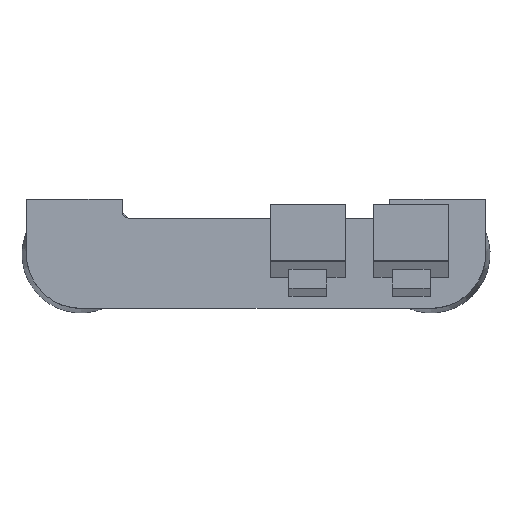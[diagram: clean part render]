
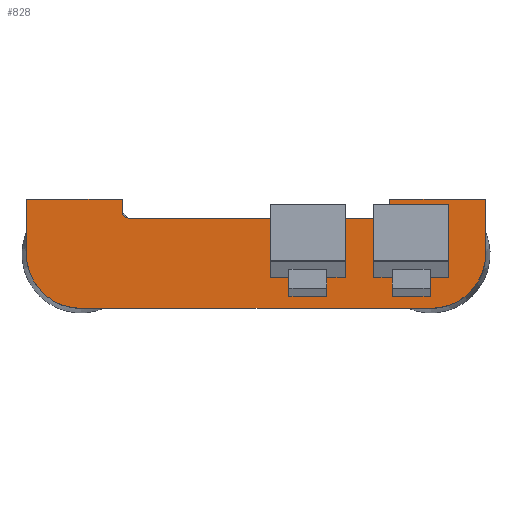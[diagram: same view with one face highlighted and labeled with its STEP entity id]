
A CAD part, top view. The second image highlights one B-rep face of the part: STEP entity #828.
In plain terms, the highlighted planar face has unit normal (0, 0, 1).
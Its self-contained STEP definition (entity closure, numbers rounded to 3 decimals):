
#662=FACE_OUTER_BOUND('',#1185,.T.);
#828=ADVANCED_FACE('',(#662),#1002,.T.);
#1002=PLANE('',#4723);
#1185=EDGE_LOOP('',(#1440,#1441,#1442,#1443,#1444,#1445,#1446,#1447,#1448,
#1449,#1450,#1451,#1452,#1453,#1454,#1455,#1456,#1457,#1458,#1459,#1460,
#1461,#1462,#1463,#1464,#1465,#1466,#1467));
#1440=ORIENTED_EDGE('',*,*,#2714,.T.);
#1441=ORIENTED_EDGE('',*,*,#2715,.T.);
#1442=ORIENTED_EDGE('',*,*,#2716,.F.);
#1443=ORIENTED_EDGE('',*,*,#2717,.T.);
#1444=ORIENTED_EDGE('',*,*,#2718,.F.);
#1445=ORIENTED_EDGE('',*,*,#2719,.T.);
#1446=ORIENTED_EDGE('',*,*,#2720,.T.);
#1447=ORIENTED_EDGE('',*,*,#2721,.F.);
#1448=ORIENTED_EDGE('',*,*,#2722,.T.);
#1449=ORIENTED_EDGE('',*,*,#2723,.T.);
#1450=ORIENTED_EDGE('',*,*,#2724,.T.);
#1451=ORIENTED_EDGE('',*,*,#2725,.T.);
#1452=ORIENTED_EDGE('',*,*,#2726,.F.);
#1453=ORIENTED_EDGE('',*,*,#2727,.T.);
#1454=ORIENTED_EDGE('',*,*,#2728,.F.);
#1455=ORIENTED_EDGE('',*,*,#2729,.F.);
#1456=ORIENTED_EDGE('',*,*,#2730,.T.);
#1457=ORIENTED_EDGE('',*,*,#2731,.F.);
#1458=ORIENTED_EDGE('',*,*,#2732,.F.);
#1459=ORIENTED_EDGE('',*,*,#2733,.F.);
#1460=ORIENTED_EDGE('',*,*,#2734,.F.);
#1461=ORIENTED_EDGE('',*,*,#2735,.F.);
#1462=ORIENTED_EDGE('',*,*,#2736,.T.);
#1463=ORIENTED_EDGE('',*,*,#2737,.T.);
#1464=ORIENTED_EDGE('',*,*,#2738,.F.);
#1465=ORIENTED_EDGE('',*,*,#2739,.T.);
#1466=ORIENTED_EDGE('',*,*,#2740,.F.);
#1467=ORIENTED_EDGE('',*,*,#2741,.F.);
#2392=VERTEX_POINT('',#6211);
#2393=VERTEX_POINT('',#6212);
#2394=VERTEX_POINT('',#6214);
#2395=VERTEX_POINT('',#6216);
#2396=VERTEX_POINT('',#6218);
#2397=VERTEX_POINT('',#6220);
#2398=VERTEX_POINT('',#6222);
#2399=VERTEX_POINT('',#6224);
#2400=VERTEX_POINT('',#6226);
#2401=VERTEX_POINT('',#6228);
#2402=VERTEX_POINT('',#6230);
#2403=VERTEX_POINT('',#6232);
#2404=VERTEX_POINT('',#6234);
#2405=VERTEX_POINT('',#6236);
#2406=VERTEX_POINT('',#6238);
#2407=VERTEX_POINT('',#6240);
#2408=VERTEX_POINT('',#6242);
#2409=VERTEX_POINT('',#6244);
#2410=VERTEX_POINT('',#6246);
#2411=VERTEX_POINT('',#6248);
#2412=VERTEX_POINT('',#6250);
#2413=VERTEX_POINT('',#6252);
#2414=VERTEX_POINT('',#6254);
#2415=VERTEX_POINT('',#6256);
#2416=VERTEX_POINT('',#6258);
#2417=VERTEX_POINT('',#6260);
#2418=VERTEX_POINT('',#6262);
#2419=VERTEX_POINT('',#6264);
#2714=EDGE_CURVE('',#2392,#2393,#3598,.T.);
#2715=EDGE_CURVE('',#2393,#2394,#3599,.T.);
#2716=EDGE_CURVE('',#2395,#2394,#3600,.T.);
#2717=EDGE_CURVE('',#2395,#2396,#3601,.T.);
#2718=EDGE_CURVE('',#2397,#2396,#3602,.T.);
#2719=EDGE_CURVE('',#2397,#2398,#3603,.T.);
#2720=EDGE_CURVE('',#2398,#2399,#3604,.T.);
#2721=EDGE_CURVE('',#2400,#2399,#3605,.T.);
#2722=EDGE_CURVE('',#2400,#2401,#3606,.T.);
#2723=EDGE_CURVE('',#2401,#2402,#3607,.T.);
#2724=EDGE_CURVE('',#2402,#2403,#3608,.T.);
#2725=EDGE_CURVE('',#2403,#2404,#3609,.T.);
#2726=EDGE_CURVE('',#2405,#2404,#3610,.T.);
#2727=EDGE_CURVE('',#2405,#2406,#3156,.T.);
#2728=EDGE_CURVE('',#2407,#2406,#3611,.T.);
#2729=EDGE_CURVE('',#2408,#2407,#3612,.T.);
#2730=EDGE_CURVE('',#2408,#2409,#3613,.T.);
#2731=EDGE_CURVE('',#2410,#2409,#3157,.T.);
#2732=EDGE_CURVE('',#2411,#2410,#3614,.T.);
#2733=EDGE_CURVE('',#2412,#2411,#3158,.T.);
#2734=EDGE_CURVE('',#2413,#2412,#3615,.T.);
#2735=EDGE_CURVE('',#2414,#2413,#3616,.T.);
#2736=EDGE_CURVE('',#2414,#2415,#3617,.T.);
#2737=EDGE_CURVE('',#2415,#2416,#3159,.T.);
#2738=EDGE_CURVE('',#2417,#2416,#3618,.T.);
#2739=EDGE_CURVE('',#2417,#2418,#3619,.T.);
#2740=EDGE_CURVE('',#2419,#2418,#3620,.T.);
#2741=EDGE_CURVE('',#2392,#2419,#3621,.T.);
#3156=CIRCLE('',#4719,0.3);
#3157=CIRCLE('',#4720,2.9);
#3158=CIRCLE('',#4721,2.9);
#3159=CIRCLE('',#4722,0.3);
#3598=LINE('',#6210,#4071);
#3599=LINE('',#6213,#4072);
#3600=LINE('',#6215,#4073);
#3601=LINE('',#6217,#4074);
#3602=LINE('',#6219,#4075);
#3603=LINE('',#6221,#4076);
#3604=LINE('',#6223,#4077);
#3605=LINE('',#6225,#4078);
#3606=LINE('',#6227,#4079);
#3607=LINE('',#6229,#4080);
#3608=LINE('',#6231,#4081);
#3609=LINE('',#6233,#4082);
#3610=LINE('',#6235,#4083);
#3611=LINE('',#6239,#4084);
#3612=LINE('',#6241,#4085);
#3613=LINE('',#6243,#4086);
#3614=LINE('',#6247,#4087);
#3615=LINE('',#6251,#4088);
#3616=LINE('',#6253,#4089);
#3617=LINE('',#6255,#4090);
#3618=LINE('',#6259,#4091);
#3619=LINE('',#6261,#4092);
#3620=LINE('',#6263,#4093);
#3621=LINE('',#6265,#4094);
#4071=VECTOR('',#5119,1.);
#4072=VECTOR('',#5120,1.);
#4073=VECTOR('',#5121,1.);
#4074=VECTOR('',#5122,1.);
#4075=VECTOR('',#5123,1.);
#4076=VECTOR('',#5124,1.);
#4077=VECTOR('',#5125,1.);
#4078=VECTOR('',#5126,1.);
#4079=VECTOR('',#5127,1.);
#4080=VECTOR('',#5128,1.);
#4081=VECTOR('',#5129,1.);
#4082=VECTOR('',#5130,1.);
#4083=VECTOR('',#5131,1.);
#4084=VECTOR('',#5134,1.);
#4085=VECTOR('',#5135,1.);
#4086=VECTOR('',#5136,1.);
#4087=VECTOR('',#5139,1.);
#4088=VECTOR('',#5142,1.);
#4089=VECTOR('',#5143,1.);
#4090=VECTOR('',#5144,1.);
#4091=VECTOR('',#5147,1.);
#4092=VECTOR('',#5148,1.);
#4093=VECTOR('',#5149,1.);
#4094=VECTOR('',#5150,1.);
#4719=AXIS2_PLACEMENT_3D('',#6237,#5132,#5133);
#4720=AXIS2_PLACEMENT_3D('',#6245,#5137,#5138);
#4721=AXIS2_PLACEMENT_3D('',#6249,#5140,#5141);
#4722=AXIS2_PLACEMENT_3D('',#6257,#5145,#5146);
#4723=AXIS2_PLACEMENT_3D('',#6266,#5151,#5152);
#5119=DIRECTION('',(-1.,0.,0.));
#5120=DIRECTION('',(0.,1.,0.));
#5121=DIRECTION('',(1.,0.,0.));
#5122=DIRECTION('',(0.,1.,0.));
#5123=DIRECTION('',(1.,0.,0.));
#5124=DIRECTION('',(0.,-1.,0.));
#5125=DIRECTION('',(-1.,0.,0.));
#5126=DIRECTION('',(0.,1.,0.));
#5127=DIRECTION('',(-1.,0.,0.));
#5128=DIRECTION('',(0.,1.,0.));
#5129=DIRECTION('',(-1.,0.,0.));
#5130=DIRECTION('',(0.,1.,0.));
#5131=DIRECTION('',(1.,0.,0.));
#5132=DIRECTION('',(0.,0.,-1.));
#5133=DIRECTION('',(0.,-1.,0.));
#5134=DIRECTION('',(0.,-1.,0.));
#5135=DIRECTION('',(1.,0.,0.));
#5136=DIRECTION('',(0.,-1.,0.));
#5137=DIRECTION('',(0.,0.,-1.));
#5138=DIRECTION('',(1.,0.,0.));
#5139=DIRECTION('',(-1.,0.,0.));
#5140=DIRECTION('',(0.,0.,-1.));
#5141=DIRECTION('',(1.,0.,0.));
#5142=DIRECTION('',(0.,-1.,0.));
#5143=DIRECTION('',(1.,0.,0.));
#5144=DIRECTION('',(0.,-1.,0.));
#5145=DIRECTION('',(0.,0.,-1.));
#5146=DIRECTION('',(1.,0.,0.));
#5147=DIRECTION('',(-1.,0.,0.));
#5148=DIRECTION('',(0.,-1.,0.));
#5149=DIRECTION('',(1.,0.,0.));
#5150=DIRECTION('',(0.,1.,0.));
#5151=DIRECTION('',(0.,0.,1.));
#5152=DIRECTION('',(1.,0.,0.));
#6210=CARTESIAN_POINT('',(9.25,-2.267,11.));
#6211=CARTESIAN_POINT('',(9.25,-2.267,11.));
#6212=CARTESIAN_POINT('',(7.25,-2.267,11.));
#6213=CARTESIAN_POINT('',(7.25,-2.9,11.));
#6214=CARTESIAN_POINT('',(7.25,-1.259,11.));
#6215=CARTESIAN_POINT('',(-13.42,-1.259,11.));
#6216=CARTESIAN_POINT('',(6.25,-1.259,11.));
#6217=CARTESIAN_POINT('',(6.25,2.735,11.));
#6218=CARTESIAN_POINT('',(6.25,1.9,11.));
#6219=CARTESIAN_POINT('',(5.05,1.9,11.));
#6220=CARTESIAN_POINT('',(4.75,1.9,11.));
#6221=CARTESIAN_POINT('',(4.75,-1.302,11.));
#6222=CARTESIAN_POINT('',(4.75,-1.259,11.));
#6223=CARTESIAN_POINT('',(4.79,-1.259,11.));
#6224=CARTESIAN_POINT('',(3.75,-1.259,11.));
#6225=CARTESIAN_POINT('',(3.75,-3.19,11.));
#6226=CARTESIAN_POINT('',(3.75,-2.267,11.));
#6227=CARTESIAN_POINT('',(3.75,-2.267,11.));
#6228=CARTESIAN_POINT('',(1.75,-2.267,11.));
#6229=CARTESIAN_POINT('',(1.75,-2.9,11.));
#6230=CARTESIAN_POINT('',(1.75,-1.259,11.));
#6231=CARTESIAN_POINT('',(-13.42,-1.259,11.));
#6232=CARTESIAN_POINT('',(0.75,-1.259,11.));
#6233=CARTESIAN_POINT('',(0.75,2.735,11.));
#6234=CARTESIAN_POINT('',(0.75,1.9,11.));
#6235=CARTESIAN_POINT('',(-6.8,1.9,11.));
#6236=CARTESIAN_POINT('',(-6.8,1.9,11.));
#6237=CARTESIAN_POINT('',(-6.8,2.2,11.));
#6238=CARTESIAN_POINT('',(-7.1,2.2,11.));
#6239=CARTESIAN_POINT('',(-7.1,2.6,11.));
#6240=CARTESIAN_POINT('',(-7.1,2.9,11.));
#6241=CARTESIAN_POINT('',(-7.1,2.9,11.));
#6242=CARTESIAN_POINT('',(-12.2,2.9,11.));
#6243=CARTESIAN_POINT('',(-12.2,-3.19,11.));
#6244=CARTESIAN_POINT('',(-12.2,0.,11.));
#6245=CARTESIAN_POINT('',(-9.3,0.,11.));
#6246=CARTESIAN_POINT('',(-9.3,-2.9,11.));
#6247=CARTESIAN_POINT('',(-9.3,-2.9,11.));
#6248=CARTESIAN_POINT('',(9.3,-2.9,11.));
#6249=CARTESIAN_POINT('',(9.3,0.,11.));
#6250=CARTESIAN_POINT('',(12.2,0.,11.));
#6251=CARTESIAN_POINT('',(12.2,0.,11.));
#6252=CARTESIAN_POINT('',(12.2,2.9,11.));
#6253=CARTESIAN_POINT('',(12.2,2.9,11.));
#6254=CARTESIAN_POINT('',(7.1,2.9,11.));
#6255=CARTESIAN_POINT('',(7.1,2.6,11.));
#6256=CARTESIAN_POINT('',(7.1,2.2,11.));
#6257=CARTESIAN_POINT('',(6.8,2.2,11.));
#6258=CARTESIAN_POINT('',(6.8,1.9,11.));
#6259=CARTESIAN_POINT('',(10.55,1.9,11.));
#6260=CARTESIAN_POINT('',(10.25,1.9,11.));
#6261=CARTESIAN_POINT('',(10.25,-1.302,11.));
#6262=CARTESIAN_POINT('',(10.25,-1.259,11.));
#6263=CARTESIAN_POINT('',(10.29,-1.259,11.));
#6264=CARTESIAN_POINT('',(9.25,-1.259,11.));
#6265=CARTESIAN_POINT('',(9.25,-3.19,11.));
#6266=CARTESIAN_POINT('',(-13.42,-3.19,11.));
